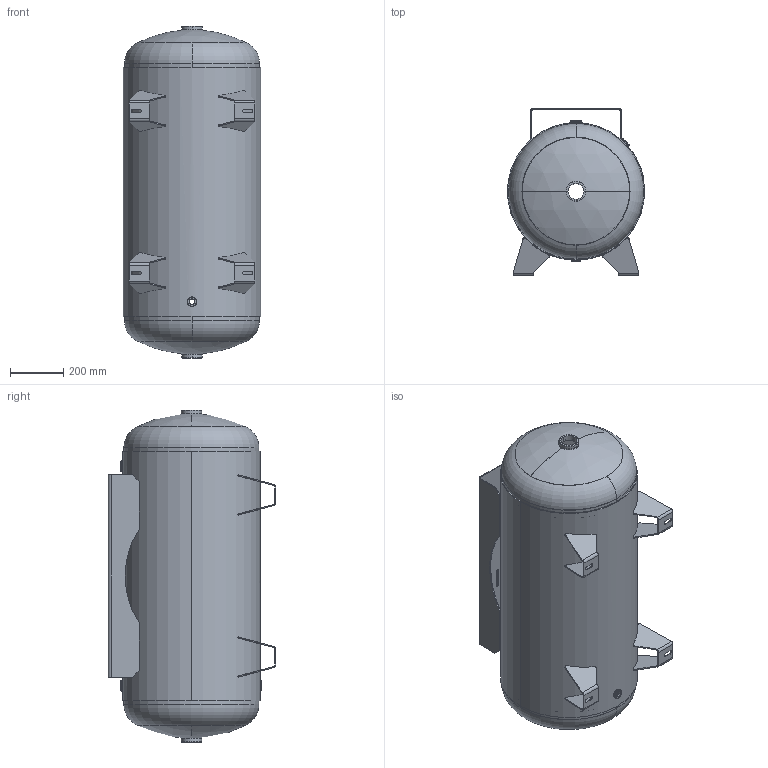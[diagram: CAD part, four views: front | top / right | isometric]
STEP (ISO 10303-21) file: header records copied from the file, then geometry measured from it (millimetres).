
FILE_DESCRIPTION (( 'STEP AP214' ), '1' );
FILE_NAME ('302474.STEP', '2024-03-20T17:01:05', ( '' ), ( '' ), 'SwSTEP 2.0', 'SolidWorks 2022', '' );
FILE_SCHEMA (( 'AUTOMOTIVE_DESIGN' ));
Length unit declared in the file: inch
Products named in the file (11): A55916; 302474-SL; PHOENIX FLAT FLANGE_0250P391; 302474; HEAD_20X124PLN; PHOENIX FLAT FLANGE_0500P393; PHOENIX FLAT FLANGE_0750; A55178; NP-HOR_20; PHOENIX FLAT FLANGE_2000O-RING
Assembly tree (16 placements, depth 2):
  302474
    302474-SL
    HEAD_20X124PLN
    HEAD_20X124PLN
    PHOENIX FLAT FLANGE_2000O-RING  x2
    PHOENIX FLAT FLANGE_0750  x3
    PHOENIX FLAT FLANGE_0500P393
    PHOENIX FLAT FLANGE_0250P391
    A55178  x4
    A55916
    NP-HOR_20
Bounding box: 515.82 x 628.99 x 1248.56 mm (x, y, z)
Volume: 10250624.8 mm3; surface area: 5474036.6 mm2
Topology: 16 solids, 16 shells, 459 faces, 1065 edges, 650 vertices
Faces by surface type: plane 170, cylinder 167, torus 92, bspline 22, sphere 8
Full cylindrical faces by diameter (mm): 508 x1, 515.823 x1
Entity records: 14415 total; most frequent: CARTESIAN_POINT 7233, DIRECTION 1475, ORIENTED_EDGE 1326, EDGE_CURVE 663, AXIS2_PLACEMENT_3D 606, VERTEX_POINT 410, EDGE_LOOP 339, CIRCLE 330
